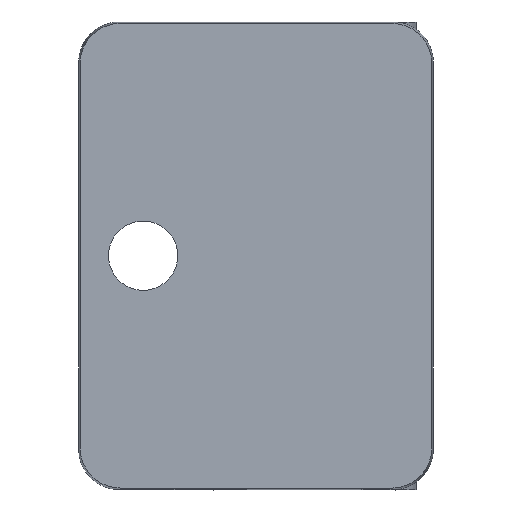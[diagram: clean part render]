
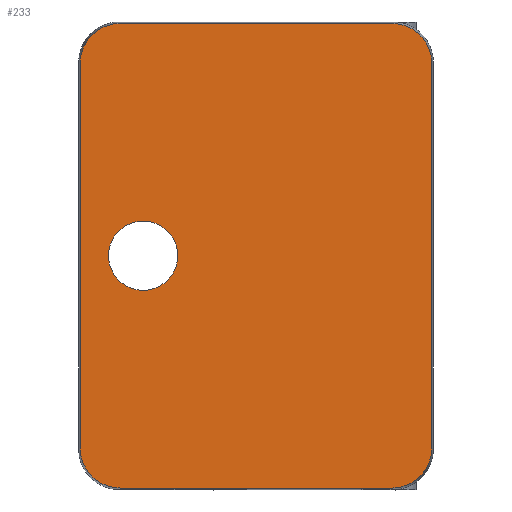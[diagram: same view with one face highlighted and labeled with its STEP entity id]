
A CAD part, top view. The second image highlights one B-rep face of the part: STEP entity #233.
In plain terms, the highlighted planar face has unit normal (0, 0, 1).
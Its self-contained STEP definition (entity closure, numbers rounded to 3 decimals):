
#233=ADVANCED_FACE('',(#410,#411),#302,.T.);
#302=PLANE('',#1384);
#324=CIRCLE('',#1383,2.15);
#410=FACE_BOUND('',#436,.T.);
#411=FACE_BOUND('',#437,.T.);
#436=EDGE_LOOP('',(#532,#533,#534,#535,#536,#537,#538,#539));
#437=EDGE_LOOP('',(#540));
#520=ELLIPSE('',#1379,2.503,2.5);
#521=ELLIPSE('',#1380,2.503,2.5);
#522=ELLIPSE('',#1381,2.503,2.5);
#523=ELLIPSE('',#1382,2.503,2.5);
#532=ORIENTED_EDGE('',*,*,#1046,.T.);
#533=ORIENTED_EDGE('',*,*,#1047,.F.);
#534=ORIENTED_EDGE('',*,*,#1048,.F.);
#535=ORIENTED_EDGE('',*,*,#1049,.F.);
#536=ORIENTED_EDGE('',*,*,#1050,.T.);
#537=ORIENTED_EDGE('',*,*,#1051,.T.);
#538=ORIENTED_EDGE('',*,*,#1052,.T.);
#539=ORIENTED_EDGE('',*,*,#1053,.T.);
#540=ORIENTED_EDGE('',*,*,#1054,.F.);
#916=VERTEX_POINT('',#1954);
#917=VERTEX_POINT('',#1955);
#918=VERTEX_POINT('',#1957);
#919=VERTEX_POINT('',#1959);
#920=VERTEX_POINT('',#1961);
#921=VERTEX_POINT('',#1963);
#922=VERTEX_POINT('',#1965);
#923=VERTEX_POINT('',#1967);
#924=VERTEX_POINT('',#1970);
#1046=EDGE_CURVE('',#916,#917,#1238,.T.);
#1047=EDGE_CURVE('',#918,#917,#520,.T.);
#1048=EDGE_CURVE('',#919,#918,#1239,.T.);
#1049=EDGE_CURVE('',#920,#919,#521,.T.);
#1050=EDGE_CURVE('',#920,#921,#1240,.T.);
#1051=EDGE_CURVE('',#921,#922,#522,.T.);
#1052=EDGE_CURVE('',#922,#923,#1241,.T.);
#1053=EDGE_CURVE('',#923,#916,#523,.T.);
#1054=EDGE_CURVE('',#924,#924,#324,.T.);
#1238=LINE('',#1953,#1308);
#1239=LINE('',#1958,#1309);
#1240=LINE('',#1962,#1310);
#1241=LINE('',#1966,#1311);
#1308=VECTOR('',#1548,1.);
#1309=VECTOR('',#1551,1.);
#1310=VECTOR('',#1554,1.);
#1311=VECTOR('',#1557,1.);
#1379=AXIS2_PLACEMENT_3D('',#1956,#1549,#1550);
#1380=AXIS2_PLACEMENT_3D('',#1960,#1552,#1553);
#1381=AXIS2_PLACEMENT_3D('',#1964,#1555,#1556);
#1382=AXIS2_PLACEMENT_3D('',#1968,#1558,#1559);
#1383=AXIS2_PLACEMENT_3D('',#1969,#1560,#1561);
#1384=AXIS2_PLACEMENT_3D('',#1971,#1562,#1563);
#1548=DIRECTION('',(0.,-1.,0.));
#1549=DIRECTION('',(0.,0.,-1.));
#1550=DIRECTION('',(-0.707,-0.707,0.));
#1551=DIRECTION('',(-1.,0.,0.));
#1552=DIRECTION('',(0.,0.,-1.));
#1553=DIRECTION('',(0.707,-0.707,0.));
#1554=DIRECTION('',(0.,1.,0.));
#1555=DIRECTION('',(0.,0.,1.));
#1556=DIRECTION('',(0.707,0.707,0.));
#1557=DIRECTION('',(-1.,0.,0.));
#1558=DIRECTION('',(0.,0.,1.));
#1559=DIRECTION('',(-0.707,0.707,0.));
#1560=DIRECTION('',(0.,0.,1.));
#1561=DIRECTION('',(1.,0.,0.));
#1562=DIRECTION('',(0.,0.,1.));
#1563=DIRECTION('',(-1.,0.,0.));
#1953=CARTESIAN_POINT('',(-63.913,16.5,-47.5));
#1954=CARTESIAN_POINT('',(-63.913,13.914,-47.5));
#1955=CARTESIAN_POINT('',(-63.913,-9.914,-47.5));
#1956=CARTESIAN_POINT('',(-61.411,-9.911,-47.5));
#1957=CARTESIAN_POINT('',(-61.414,-12.413,-47.5));
#1958=CARTESIAN_POINT('',(-64.,-12.413,-47.5));
#1959=CARTESIAN_POINT('',(-44.586,-12.413,-47.5));
#1960=CARTESIAN_POINT('',(-44.589,-9.911,-47.5));
#1961=CARTESIAN_POINT('',(-42.087,-9.914,-47.5));
#1962=CARTESIAN_POINT('',(-42.087,16.5,-47.5));
#1963=CARTESIAN_POINT('',(-42.087,13.914,-47.5));
#1964=CARTESIAN_POINT('',(-44.589,13.911,-47.5));
#1965=CARTESIAN_POINT('',(-44.586,16.413,-47.5));
#1966=CARTESIAN_POINT('',(-64.,16.413,-47.5));
#1967=CARTESIAN_POINT('',(-61.414,16.413,-47.5));
#1968=CARTESIAN_POINT('',(-61.411,13.911,-47.5));
#1969=CARTESIAN_POINT('',(-60.,2.,-47.5));
#1970=CARTESIAN_POINT('',(-57.85,2.,-47.5));
#1971=CARTESIAN_POINT('',(-50.,16.5,-47.5));
